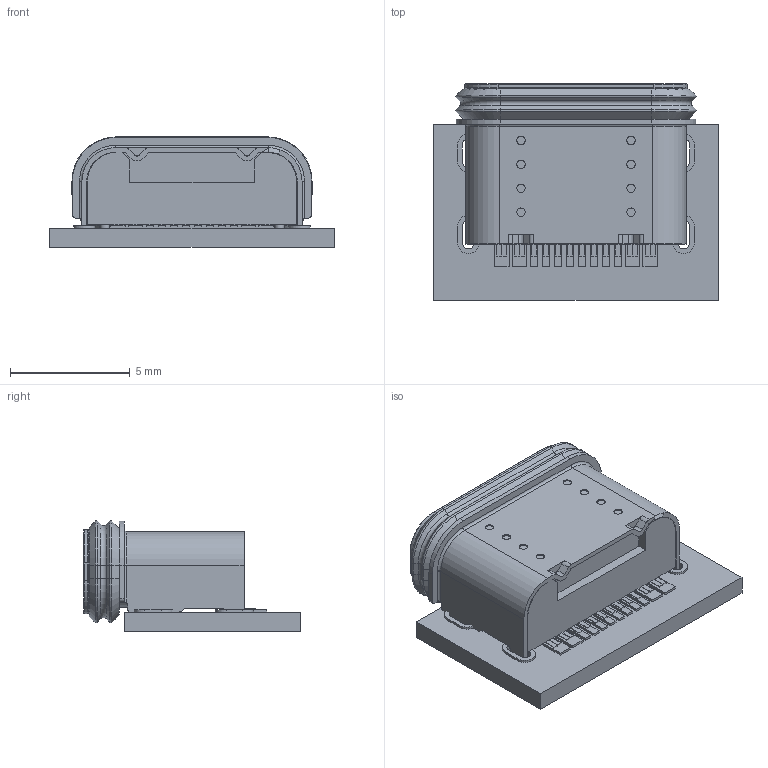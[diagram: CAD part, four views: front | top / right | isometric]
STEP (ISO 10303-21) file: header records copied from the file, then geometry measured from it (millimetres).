
FILE_DESCRIPTION(/* description */ (''),/* implementation_level */ '2;1');
FILE_NAME(/* name */ 'A1227_3d.stp',/* time_stamp */ '2026-01-31T10:59:49+08:00',/* author */ (''),/* organization */ (''),/* preprocessor_version */ 'ST-DEVELOPER v16',/* originating_system */ 'SIEMENS PLM Software NX 10.0',/* authorisation */ '');
FILE_SCHEMA (('AUTOMOTIVE_DESIGN { 1 0 10303 214 3 1 1 1 }'));
Length unit declared in the file: millimetre
Products named in the file (1): xue0FA4991Bgqc9
Bounding box: 11.9 x 9.05 x 4.61 mm (x, y, z)
Volume: 192.2 mm3; surface area: 799.7 mm2
Topology: 2 solids, 7 shells, 1021 faces, 2852 edges, 1851 vertices
Faces by surface type: plane 558, cylinder 293, torus 100, cone 54, bspline 16
Full cylindrical faces by diameter (mm): 0.3 x3, 0.35 x8, 0.4 x2, 0.5 x1
Entity records: 34024 total; most frequent: CARTESIAN_POINT 7044, ORIENTED_EDGE 5644, DIRECTION 5430, EDGE_CURVE 2822, AXIS2_PLACEMENT_3D 1879, VERTEX_POINT 1841, LINE 1672, VECTOR 1672
